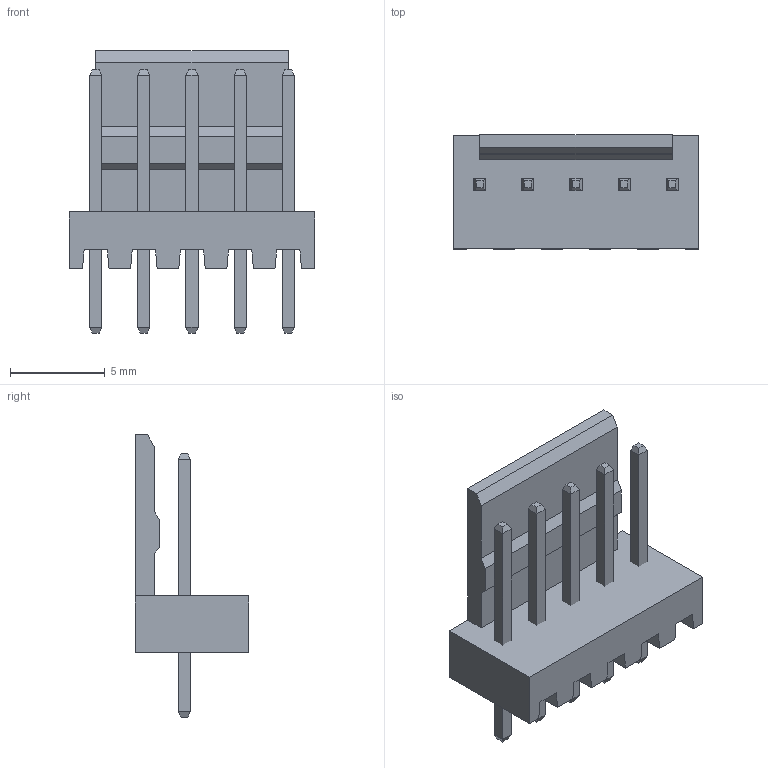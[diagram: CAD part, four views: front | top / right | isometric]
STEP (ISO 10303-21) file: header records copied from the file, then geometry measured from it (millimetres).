
FILE_DESCRIPTION(('STEP AP214'), '1');
FILE_NAME('DS1070-2MVV6', '2017-03-25T14:58:20', ('Nobody'), (''), 'ASCON STEP Converter 1.3', 'ASCON Math Kernel', '');
FILE_SCHEMA(('AUTOMOTIVE_DESIGN { 1 0 10303 214 3 1 1}'));
Length unit declared in the file: millimetre
Bounding box: 12.95 x 6 x 14.9 mm (x, y, z)
Volume: 312.6 mm3; surface area: 679.2 mm2
Topology: 6 solids, 6 shells, 105 faces, 239 edges, 146 vertices
Faces by surface type: plane 105
Entity records: 3747 total; most frequent: CARTESIAN_POINT 491, ORIENTED_EDGE 478, DIRECTION 451, EDGE_CURVE 239, LINE 239, VECTOR 239, VERTEX_POINT 146, COLOUR_RGB 111
